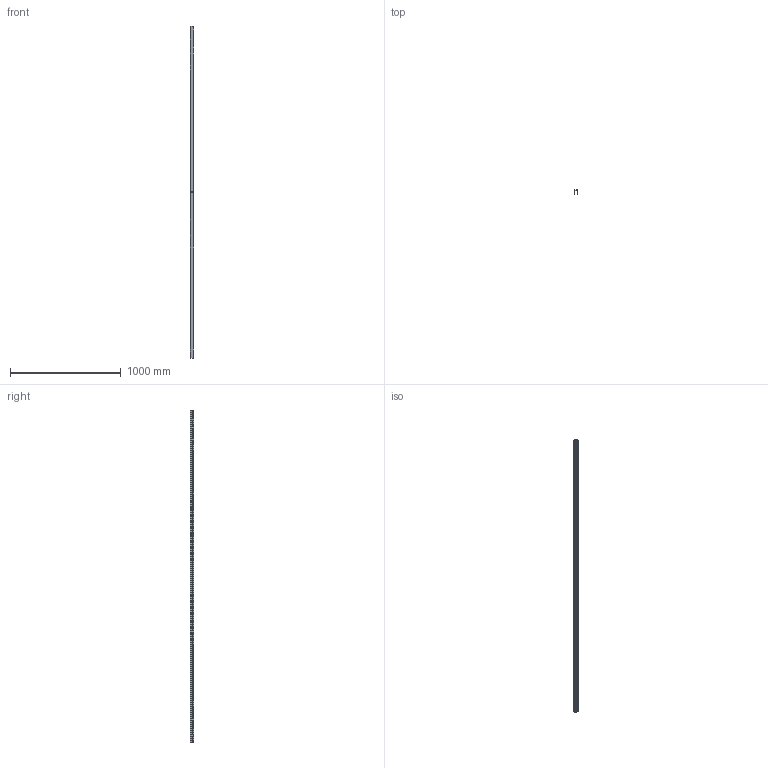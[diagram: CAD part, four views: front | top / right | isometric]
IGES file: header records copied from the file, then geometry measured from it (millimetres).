
Start section: SolidWorks IGES file using analytic representation for surfaces
Global section: file name: 60367-GU-3M.igs; native system: SolidWorks 2018; preprocessor: SolidWorks 2018; author: Christian; date: 220721.103725; units: millimetre
Bounding box: 35 x 32 x 3000 mm (x, y, z)
Surface area: 805664.8 mm2 (no closed solid volume)
Topology: 0 solids, 0 shells, 394 faces, 4034 edges, 4034 vertices
Faces by surface type: bspline 382, revolution 12
